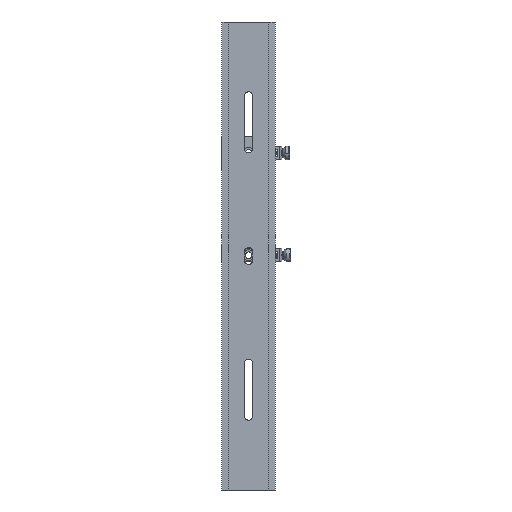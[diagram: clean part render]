
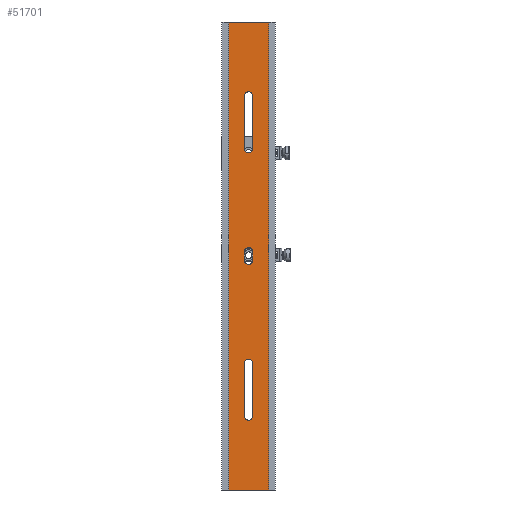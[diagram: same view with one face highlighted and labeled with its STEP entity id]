
A CAD part, front view. The second image highlights one B-rep face of the part: STEP entity #51701.
In plain terms, the highlighted planar face has unit normal (0, -1, 0).
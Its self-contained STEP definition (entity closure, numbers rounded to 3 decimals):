
#414 = CARTESIAN_POINT ( 'NONE',  ( 15., -6., -175. ) ) ;
#1143 = CIRCLE ( 'NONE', #17897, 3.25 ) ;
#1278 = DIRECTION ( 'NONE',  ( 0., 0., -1. ) ) ;
#1520 = VECTOR ( 'NONE', #71315, 1000. ) ;
#2962 = CARTESIAN_POINT ( 'NONE',  ( -15., -6., 175. ) ) ;
#4206 = CARTESIAN_POINT ( 'NONE',  ( -3.25, -6., 80.5 ) ) ;
#4229 = VERTEX_POINT ( 'NONE', #103433 ) ;
#4585 = DIRECTION ( 'NONE',  ( 0., -1., 0. ) ) ;
#4788 = DIRECTION ( 'NONE',  ( 0., -1., 0. ) ) ;
#5121 = DIRECTION ( 'NONE',  ( 0., -1., 0. ) ) ;
#6134 = VECTOR ( 'NONE', #80901, 1000. ) ;
#6931 = CARTESIAN_POINT ( 'NONE',  ( -3.25, -6., 119.5 ) ) ;
#8051 = DIRECTION ( 'NONE',  ( 1., 0., 0. ) ) ;
#8830 = EDGE_CURVE ( 'NONE', #73730, #90411, #65407, .T. ) ;
#8858 = AXIS2_PLACEMENT_3D ( 'NONE', #24124, #102183, #82493 ) ;
#9498 = DIRECTION ( 'NONE',  ( 0., 0., -1. ) ) ;
#10386 = EDGE_CURVE ( 'NONE', #36443, #15307, #96059, .T. ) ;
#10806 = CIRCLE ( 'NONE', #94561, 3.25 ) ;
#13515 = VECTOR ( 'NONE', #27204, 1000. ) ;
#13572 = EDGE_CURVE ( 'NONE', #19774, #73730, #71145, .T. ) ;
#13888 = EDGE_CURVE ( 'NONE', #115918, #15307, #10806, .T. ) ;
#14018 = DIRECTION ( 'NONE',  ( 0., 0., -1. ) ) ;
#14795 = AXIS2_PLACEMENT_3D ( 'NONE', #73495, #4585, #62393 ) ;
#15307 = VERTEX_POINT ( 'NONE', #90907 ) ;
#15863 = ORIENTED_EDGE ( 'NONE', *, *, #31038, .F. ) ;
#16056 = CARTESIAN_POINT ( 'NONE',  ( 3.25, -6., 0. ) ) ;
#16421 = EDGE_LOOP ( 'NONE', ( #58089, #118949, #22527, #80099 ) ) ;
#17897 = AXIS2_PLACEMENT_3D ( 'NONE', #61567, #30153, #81270 ) ;
#18718 = CARTESIAN_POINT ( 'NONE',  ( -3.25, -6., 3. ) ) ;
#19474 = VECTOR ( 'NONE', #128847, 1000. ) ;
#19774 = VERTEX_POINT ( 'NONE', #18718 ) ;
#20586 = CARTESIAN_POINT ( 'NONE',  ( 15., -6., 294.662 ) ) ;
#20974 = CARTESIAN_POINT ( 'NONE',  ( -3.25, -6., 0. ) ) ;
#21829 = VECTOR ( 'NONE', #9498, 1000. ) ;
#22292 = CARTESIAN_POINT ( 'NONE',  ( 0., -6., 80.5 ) ) ;
#22527 = ORIENTED_EDGE ( 'NONE', *, *, #8830, .F. ) ;
#23478 = VERTEX_POINT ( 'NONE', #32731 ) ;
#24124 = CARTESIAN_POINT ( 'NONE',  ( 0., -6., -3. ) ) ;
#24480 = EDGE_CURVE ( 'NONE', #84102, #29600, #98596, .T. ) ;
#25218 = ORIENTED_EDGE ( 'NONE', *, *, #119212, .F. ) ;
#26082 = VERTEX_POINT ( 'NONE', #2962 ) ;
#27204 = DIRECTION ( 'NONE',  ( 0., 0., -1. ) ) ;
#27971 = EDGE_LOOP ( 'NONE', ( #102930, #84515, #25218, #112609 ) ) ;
#29600 = VERTEX_POINT ( 'NONE', #88667 ) ;
#30153 = DIRECTION ( 'NONE',  ( 0., -1., 0. ) ) ;
#30364 = EDGE_LOOP ( 'NONE', ( #54459, #33234, #117277, #98856 ) ) ;
#30538 = DIRECTION ( 'NONE',  ( 0., 0., -1. ) ) ;
#31038 = EDGE_CURVE ( 'NONE', #92805, #115918, #50513, .T. ) ;
#31248 = CARTESIAN_POINT ( 'NONE',  ( -3.25, -6., 0. ) ) ;
#32731 = CARTESIAN_POINT ( 'NONE',  ( 3.25, -6., -119.5 ) ) ;
#33101 = CARTESIAN_POINT ( 'NONE',  ( -3.25, -6., 0. ) ) ;
#33234 = ORIENTED_EDGE ( 'NONE', *, *, #85794, .T. ) ;
#33796 = DIRECTION ( 'NONE',  ( 0., 0., -1. ) ) ;
#34439 = CARTESIAN_POINT ( 'NONE',  ( 3.25, -6., 0. ) ) ;
#36443 = VERTEX_POINT ( 'NONE', #72501 ) ;
#38201 = EDGE_CURVE ( 'NONE', #56975, #19774, #1143, .T. ) ;
#38343 = DIRECTION ( 'NONE',  ( 0., -1., 0. ) ) ;
#45536 = ORIENTED_EDGE ( 'NONE', *, *, #105723, .F. ) ;
#48580 = EDGE_LOOP ( 'NONE', ( #45536, #72601, #111743, #15863 ) ) ;
#50513 = LINE ( 'NONE', #20974, #110600 ) ;
#51701 = ADVANCED_FACE ( 'NONE', ( #104515, #63214, #95322, #114371 ), #94660, .T. ) ;
#52039 = LINE ( 'NONE', #20586, #6134 ) ;
#54459 = ORIENTED_EDGE ( 'NONE', *, *, #119265, .T. ) ;
#54736 = LINE ( 'NONE', #34439, #105208 ) ;
#56194 = VECTOR ( 'NONE', #123612, 1000. ) ;
#56934 = DIRECTION ( 'NONE',  ( 1., 0., 0. ) ) ;
#56975 = VERTEX_POINT ( 'NONE', #119303 ) ;
#58089 = ORIENTED_EDGE ( 'NONE', *, *, #38201, .F. ) ;
#58633 = CARTESIAN_POINT ( 'NONE',  ( -3.25, -6., -119.5 ) ) ;
#59333 = CARTESIAN_POINT ( 'NONE',  ( 3.25, -6., 0. ) ) ;
#59940 = EDGE_CURVE ( 'NONE', #56975, #90411, #87550, .T. ) ;
#61567 = CARTESIAN_POINT ( 'NONE',  ( 0., -6., 3. ) ) ;
#62393 = DIRECTION ( 'NONE',  ( 1., 0., 0. ) ) ;
#63214 = FACE_BOUND ( 'NONE', #16421, .T. ) ;
#64332 = VECTOR ( 'NONE', #8051, 1000. ) ;
#65407 = CIRCLE ( 'NONE', #8858, 3.25 ) ;
#71145 = LINE ( 'NONE', #33101, #109311 ) ;
#71315 = DIRECTION ( 'NONE',  ( 1., 0., 0. ) ) ;
#71781 = AXIS2_PLACEMENT_3D ( 'NONE', #114643, #38343, #78313 ) ;
#72501 = CARTESIAN_POINT ( 'NONE',  ( 3.25, -6., 119.5 ) ) ;
#72601 = ORIENTED_EDGE ( 'NONE', *, *, #10386, .T. ) ;
#73495 = CARTESIAN_POINT ( 'NONE',  ( 0., -6., -80.5 ) ) ;
#73695 = CARTESIAN_POINT ( 'NONE',  ( 0., -6., 0. ) ) ;
#73730 = VERTEX_POINT ( 'NONE', #95599 ) ;
#73950 = CARTESIAN_POINT ( 'NONE',  ( 3.25, -6., -80.5 ) ) ;
#76783 = AXIS2_PLACEMENT_3D ( 'NONE', #117262, #5121, #56934 ) ;
#78313 = DIRECTION ( 'NONE',  ( 1., 0., 0. ) ) ;
#78571 = CARTESIAN_POINT ( 'NONE',  ( -15., -6., -175. ) ) ;
#80099 = ORIENTED_EDGE ( 'NONE', *, *, #13572, .F. ) ;
#80282 = CARTESIAN_POINT ( 'NONE',  ( -15., -6., 294.662 ) ) ;
#80901 = DIRECTION ( 'NONE',  ( 0., 0., 1. ) ) ;
#81173 = CARTESIAN_POINT ( 'NONE',  ( 0., -6., 175. ) ) ;
#81270 = DIRECTION ( 'NONE',  ( 1., 0., 0. ) ) ;
#81934 = DIRECTION ( 'NONE',  ( 0., -1., 0. ) ) ;
#82493 = DIRECTION ( 'NONE',  ( 1., 0., 0. ) ) ;
#84102 = VERTEX_POINT ( 'NONE', #73950 ) ;
#84515 = ORIENTED_EDGE ( 'NONE', *, *, #115929, .T. ) ;
#85151 = AXIS2_PLACEMENT_3D ( 'NONE', #73695, #4788, #14018 ) ;
#85635 = EDGE_CURVE ( 'NONE', #26082, #4229, #91002, .T. ) ;
#85794 = EDGE_CURVE ( 'NONE', #129769, #94258, #128759, .T. ) ;
#87550 = LINE ( 'NONE', #59333, #21829 ) ;
#88667 = CARTESIAN_POINT ( 'NONE',  ( -3.25, -6., -80.5 ) ) ;
#90411 = VERTEX_POINT ( 'NONE', #116306 ) ;
#90907 = CARTESIAN_POINT ( 'NONE',  ( 3.25, -6., 80.5 ) ) ;
#91002 = LINE ( 'NONE', #81173, #1520 ) ;
#92805 = VERTEX_POINT ( 'NONE', #6931 ) ;
#93067 = DIRECTION ( 'NONE',  ( 1., 0., 0. ) ) ;
#93196 = EDGE_CURVE ( 'NONE', #94258, #4229, #52039, .T. ) ;
#94258 = VERTEX_POINT ( 'NONE', #414 ) ;
#94561 = AXIS2_PLACEMENT_3D ( 'NONE', #22292, #81934, #93067 ) ;
#94660 = PLANE ( 'NONE',  #85151 ) ;
#95322 = FACE_BOUND ( 'NONE', #27971, .T. ) ;
#95599 = CARTESIAN_POINT ( 'NONE',  ( -3.25, -6., -3. ) ) ;
#96059 = LINE ( 'NONE', #16056, #13515 ) ;
#97930 = CARTESIAN_POINT ( 'NONE',  ( 0., -6., -175. ) ) ;
#98596 = CIRCLE ( 'NONE', #14795, 3.25 ) ;
#98856 = ORIENTED_EDGE ( 'NONE', *, *, #85635, .F. ) ;
#101982 = CIRCLE ( 'NONE', #76783, 3.25 ) ;
#102183 = DIRECTION ( 'NONE',  ( 0., -1., 0. ) ) ;
#102930 = ORIENTED_EDGE ( 'NONE', *, *, #24480, .F. ) ;
#103433 = CARTESIAN_POINT ( 'NONE',  ( 15., -6., 175. ) ) ;
#104515 = FACE_OUTER_BOUND ( 'NONE', #30364, .T. ) ;
#105208 = VECTOR ( 'NONE', #33796, 1000. ) ;
#105723 = EDGE_CURVE ( 'NONE', #36443, #92805, #101982, .T. ) ;
#108832 = EDGE_CURVE ( 'NONE', #29600, #114346, #122986, .T. ) ;
#109311 = VECTOR ( 'NONE', #30538, 1000. ) ;
#110600 = VECTOR ( 'NONE', #1278, 1000. ) ;
#111092 = LINE ( 'NONE', #80282, #19474 ) ;
#111743 = ORIENTED_EDGE ( 'NONE', *, *, #13888, .F. ) ;
#112609 = ORIENTED_EDGE ( 'NONE', *, *, #108832, .F. ) ;
#114346 = VERTEX_POINT ( 'NONE', #58633 ) ;
#114371 = FACE_BOUND ( 'NONE', #48580, .T. ) ;
#114643 = CARTESIAN_POINT ( 'NONE',  ( 0., -6., -119.5 ) ) ;
#115787 = CIRCLE ( 'NONE', #71781, 3.25 ) ;
#115918 = VERTEX_POINT ( 'NONE', #4206 ) ;
#115929 = EDGE_CURVE ( 'NONE', #84102, #23478, #54736, .T. ) ;
#116306 = CARTESIAN_POINT ( 'NONE',  ( 3.25, -6., -3. ) ) ;
#117262 = CARTESIAN_POINT ( 'NONE',  ( 0., -6., 119.5 ) ) ;
#117277 = ORIENTED_EDGE ( 'NONE', *, *, #93196, .T. ) ;
#118949 = ORIENTED_EDGE ( 'NONE', *, *, #59940, .T. ) ;
#119212 = EDGE_CURVE ( 'NONE', #114346, #23478, #115787, .T. ) ;
#119265 = EDGE_CURVE ( 'NONE', #26082, #129769, #111092, .T. ) ;
#119303 = CARTESIAN_POINT ( 'NONE',  ( 3.25, -6., 3. ) ) ;
#122986 = LINE ( 'NONE', #31248, #56194 ) ;
#123612 = DIRECTION ( 'NONE',  ( 0., 0., -1. ) ) ;
#128759 = LINE ( 'NONE', #97930, #64332 ) ;
#128847 = DIRECTION ( 'NONE',  ( 0., 0., -1. ) ) ;
#129769 = VERTEX_POINT ( 'NONE', #78571 ) ;
